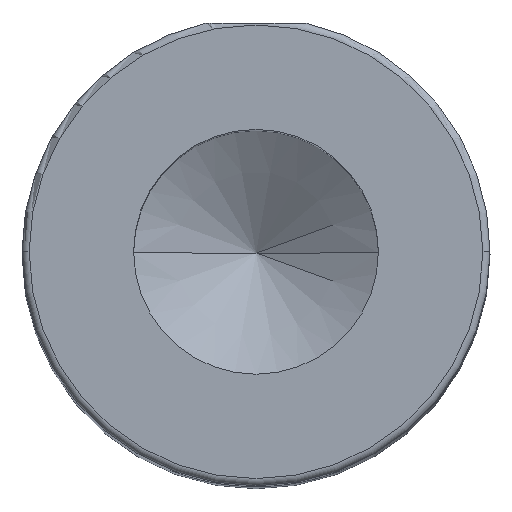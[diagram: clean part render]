
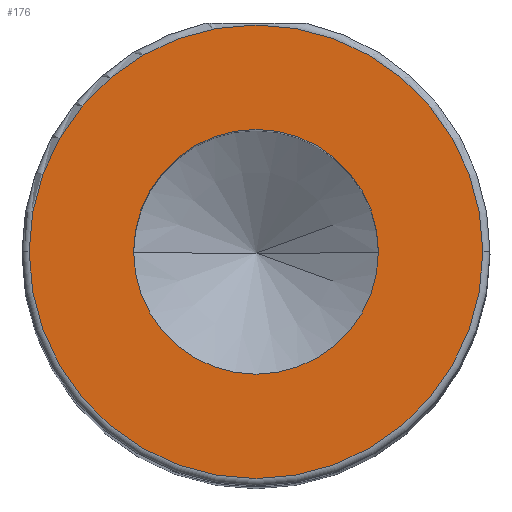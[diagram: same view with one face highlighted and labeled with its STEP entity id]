
A CAD part, top view. The second image highlights one B-rep face of the part: STEP entity #176.
In plain terms, the highlighted planar face has unit normal (0, 0, 1).
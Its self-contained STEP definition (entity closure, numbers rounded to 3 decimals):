
#30 = FACE_BOUND ( 'NONE', #843, .T. ) ;
#41 = DIRECTION ( 'NONE',  ( 1., 0., 0. ) ) ;
#96 = EDGE_CURVE ( 'NONE', #1192, #1018, #398, .T. ) ;
#138 = ORIENTED_EDGE ( 'NONE', *, *, #197, .T. ) ;
#158 = CARTESIAN_POINT ( 'NONE',  ( 0., 0., 25. ) ) ;
#168 = CARTESIAN_POINT ( 'NONE',  ( -6.3, 0., 25. ) ) ;
#176 = ADVANCED_FACE ( 'NONE', ( #30, #829 ), #666, .T. ) ;
#197 = EDGE_CURVE ( 'NONE', #541, #256, #538, .T. ) ;
#252 = DIRECTION ( 'NONE',  ( 1., 0., 0. ) ) ;
#256 = VERTEX_POINT ( 'NONE', #168 ) ;
#262 = DIRECTION ( 'NONE',  ( 1., 0., 0. ) ) ;
#279 = CARTESIAN_POINT ( 'NONE',  ( -3.4, 0., 25. ) ) ;
#302 = CARTESIAN_POINT ( 'NONE',  ( 0., 0., 25. ) ) ;
#398 = CIRCLE ( 'NONE', #943, 3.4 ) ;
#405 = DIRECTION ( 'NONE',  ( 1., 0., 0. ) ) ;
#443 = ORIENTED_EDGE ( 'NONE', *, *, #827, .T. ) ;
#485 = ORIENTED_EDGE ( 'NONE', *, *, #96, .F. ) ;
#538 = CIRCLE ( 'NONE', #638, 6.3 ) ;
#541 = VERTEX_POINT ( 'NONE', #979 ) ;
#549 = CARTESIAN_POINT ( 'NONE',  ( 0., 0., 25. ) ) ;
#638 = AXIS2_PLACEMENT_3D ( 'NONE', #158, #879, #262 ) ;
#649 = DIRECTION ( 'NONE',  ( 0., 0., 1. ) ) ;
#655 = DIRECTION ( 'NONE',  ( 1., 0., 0. ) ) ;
#666 = PLANE ( 'NONE',  #672 ) ;
#672 = AXIS2_PLACEMENT_3D ( 'NONE', #966, #874, #252 ) ;
#805 = EDGE_CURVE ( 'NONE', #1018, #1192, #935, .T. ) ;
#827 = EDGE_CURVE ( 'NONE', #256, #541, #1195, .T. ) ;
#829 = FACE_OUTER_BOUND ( 'NONE', #1292, .T. ) ;
#843 = EDGE_LOOP ( 'NONE', ( #1272, #485 ) ) ;
#853 = AXIS2_PLACEMENT_3D ( 'NONE', #302, #1016, #405 ) ;
#874 = DIRECTION ( 'NONE',  ( 0., 0., 1. ) ) ;
#879 = DIRECTION ( 'NONE',  ( 0., 0., 1. ) ) ;
#935 = CIRCLE ( 'NONE', #853, 3.4 ) ;
#943 = AXIS2_PLACEMENT_3D ( 'NONE', #549, #1252, #655 ) ;
#966 = CARTESIAN_POINT ( 'NONE',  ( 0., 0., 25. ) ) ;
#975 = AXIS2_PLACEMENT_3D ( 'NONE', #1248, #649, #41 ) ;
#979 = CARTESIAN_POINT ( 'NONE',  ( 6.3, 0., 25. ) ) ;
#1016 = DIRECTION ( 'NONE',  ( 0., 0., 1. ) ) ;
#1018 = VERTEX_POINT ( 'NONE', #1162 ) ;
#1162 = CARTESIAN_POINT ( 'NONE',  ( 3.4, 0., 25. ) ) ;
#1192 = VERTEX_POINT ( 'NONE', #279 ) ;
#1195 = CIRCLE ( 'NONE', #975, 6.3 ) ;
#1248 = CARTESIAN_POINT ( 'NONE',  ( 0., 0., 25. ) ) ;
#1252 = DIRECTION ( 'NONE',  ( 0., 0., 1. ) ) ;
#1272 = ORIENTED_EDGE ( 'NONE', *, *, #805, .F. ) ;
#1292 = EDGE_LOOP ( 'NONE', ( #138, #443 ) ) ;
